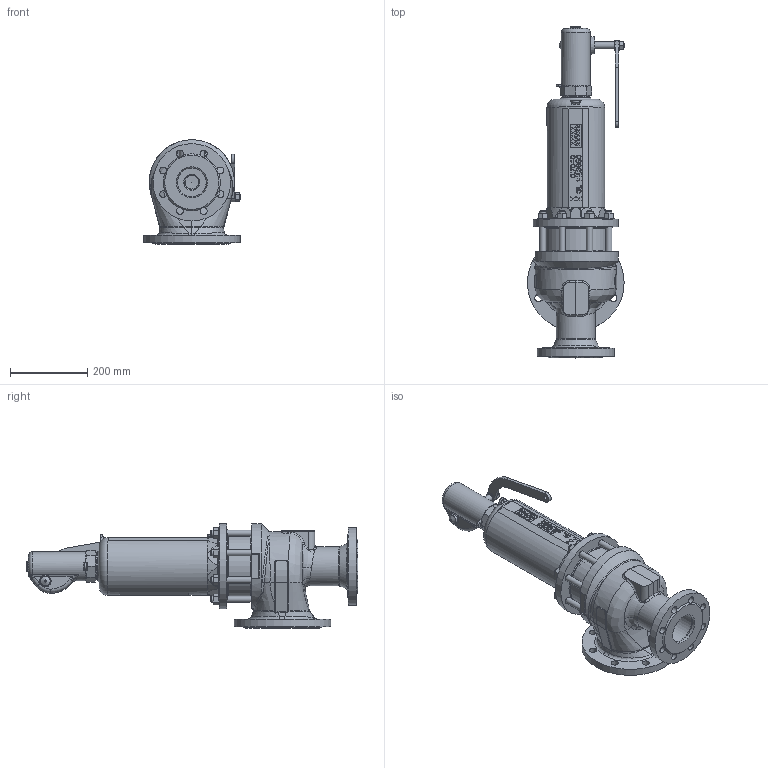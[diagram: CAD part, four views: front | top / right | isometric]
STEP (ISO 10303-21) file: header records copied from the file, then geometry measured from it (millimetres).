
FILE_DESCRIPTION(/* description */ (''),/* implementation_level */ '2;1');
FILE_NAME(/* name */ 'AT4547BS_106674.step',/* time_stamp */ '2025-08-06T16:36:20+02:00',/* author */ (''),/* organization */ (''),/* preprocessor_version */ 'ST-DEVELOPER v20.1',/* originating_system */ 'Autodesk Translation Framework v14.10.0.0',/* authorisation */ '');
FILE_SCHEMA (('AUTOMOTIVE_DESIGN { 1 0 10303 214 3 1 1 }'));
Products named in the file (11): 10000839446_G3D_000_ASM; 10000455714_G3D_000; 10000450059_G3D_000; 10000455715_G3D_000; 10000455717_G3D_000_ASM; 10000455718_G3D_000; 10000455719_G3D_000; 10000455720_G3D_000; 10000455721_G3D_000; 10000455716_G3D_000; 10000506535_G3D_000
Assembly tree (24 placements, depth 3):
  10000839446_G3D_000_ASM
    10000455714_G3D_000
    10000450059_G3D_000
    10000455715_G3D_000
    10000455716_G3D_000  x8
    10000506535_G3D_000  x8
    10000455717_G3D_000_ASM
      10000455718_G3D_000
      10000455719_G3D_000
      10000455720_G3D_000
      10000455721_G3D_000
Bounding box: 251 x 858 x 270 mm (x, y, z)
Volume: 5927501.4 mm3; surface area: 1162060.1 mm2
Topology: 15 solids, 57 shells, 1663 faces, 4333 edges, 2774 vertices
Faces by surface type: plane 913, cylinder 257, bspline 226, cone 212, torus 49, sphere 6
Full cylindrical faces by diameter (mm): 3 x1, 11 x1, 12 x2, 12.8 x16, 13 x1, 13.4 x1, 16 x40, 18 x28, 21 x1, 25 x5, 30 x2, 32 x1, 34.94 x1, 37.9 x1, 57.5 x1, 57.9 x1, 60 x2, 60.5 x1, 63 x1, 70 x1, 74 x1, 75 x1, 80 x1, 82 x1, 85 x1, 100 x1, 125 x1, 127 x1, 130 x1, 132 x2
Entity records: 79251 total; most frequent: CARTESIAN_POINT 46191, ORIENTED_EDGE 7352, DIRECTION 5997, EDGE_CURVE 3682, VERTEX_POINT 2368, LINE 2265, VECTOR 2265, AXIS2_PLACEMENT_3D 1866
